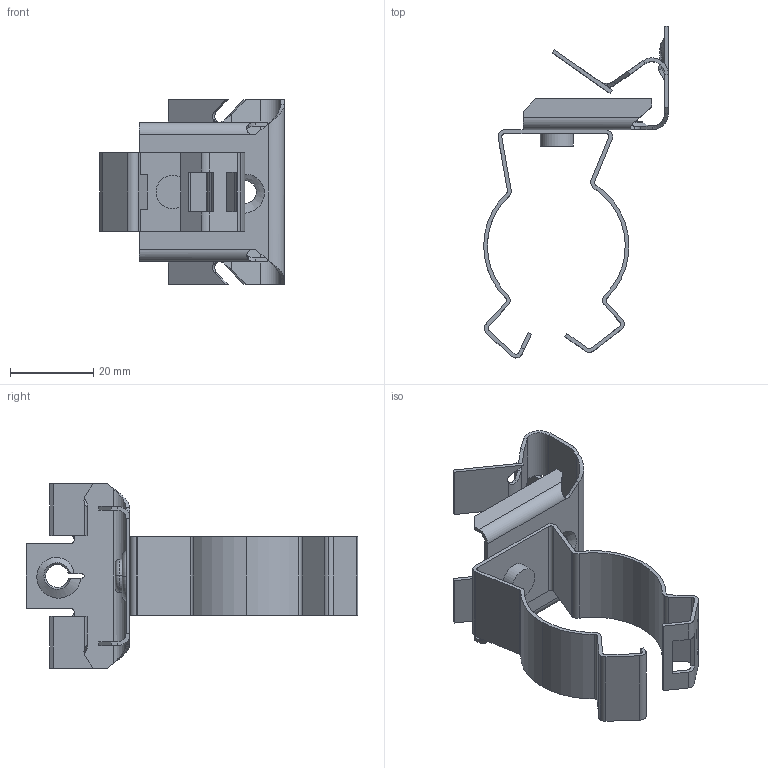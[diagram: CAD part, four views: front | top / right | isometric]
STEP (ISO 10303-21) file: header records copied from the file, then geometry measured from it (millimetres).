
FILE_DESCRIPTION (( 'STEP AP214' ), '1' );
FILE_NAME ('1483785.stp', '2023-01-27T12:14:00', ( '' ), ( '' ), 'SwSTEP 2.0', 'SolidWorks 2022', '' );
FILE_SCHEMA (( 'AUTOMOTIVE_DESIGN' ));
Length unit declared in the file: millimetre
Products named in the file (1): 1483785
Bounding box: 44.47 x 79.94 x 44.5 mm (x, y, z)
Volume: 5570.6 mm3; surface area: 12862.8 mm2
Topology: 3 solids, 3 shells, 193 faces, 507 edges, 322 vertices
Faces by surface type: plane 102, cylinder 69, bspline 16, torus 6
Entity records: 7440 total; most frequent: CARTESIAN_POINT 2684, ORIENTED_EDGE 1014, DIRECTION 931, EDGE_CURVE 507, VERTEX_POINT 322, AXIS2_PLACEMENT_3D 316, LINE 299, VECTOR 299
